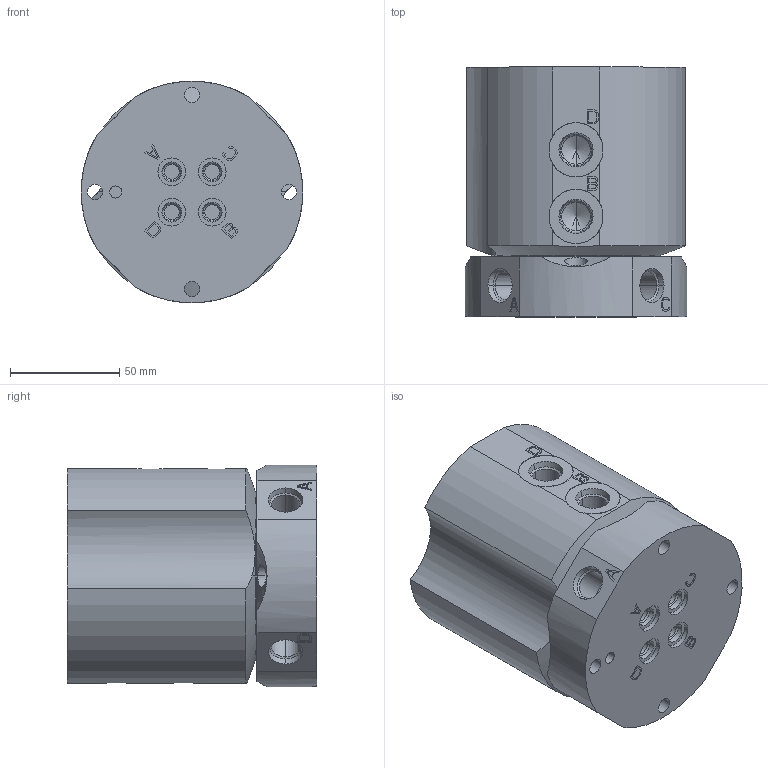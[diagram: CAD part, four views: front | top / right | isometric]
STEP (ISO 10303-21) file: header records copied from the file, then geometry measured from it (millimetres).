
FILE_DESCRIPTION((''),'2;1');
FILE_NAME('ILC32426401','2023-02-17T08:26:06',('Jweaver'),(''),'CREO PARAMETRIC BY PTC INC, 2021164','CREO PARAMETRIC BY PTC INC, 2021164','');
FILE_SCHEMA(('AUTOMOTIVE_DESIGN { 1 0 10303 214 1 1 1 1 }'));
Length unit declared in the file: inch
Products named in the file (1): ILC32426401
Bounding box: 101.6 x 114.43 x 101.57 mm (x, y, z)
Volume: 799830.5 mm3; surface area: 72842.7 mm2
Topology: 1 solids, 1 shells, 724 faces, 2065 edges, 1410 vertices
Faces by surface type: plane 540, cylinder 98, cone 86
Entity records: 24323 total; most frequent: CARTESIAN_POINT 4370, DIRECTION 3795, ORIENTED_EDGE 3766, EDGE_CURVE 1883, VECTOR 1798, LINE 1798, VERTEX_POINT 1228, AXIS2_PLACEMENT_3D 997
